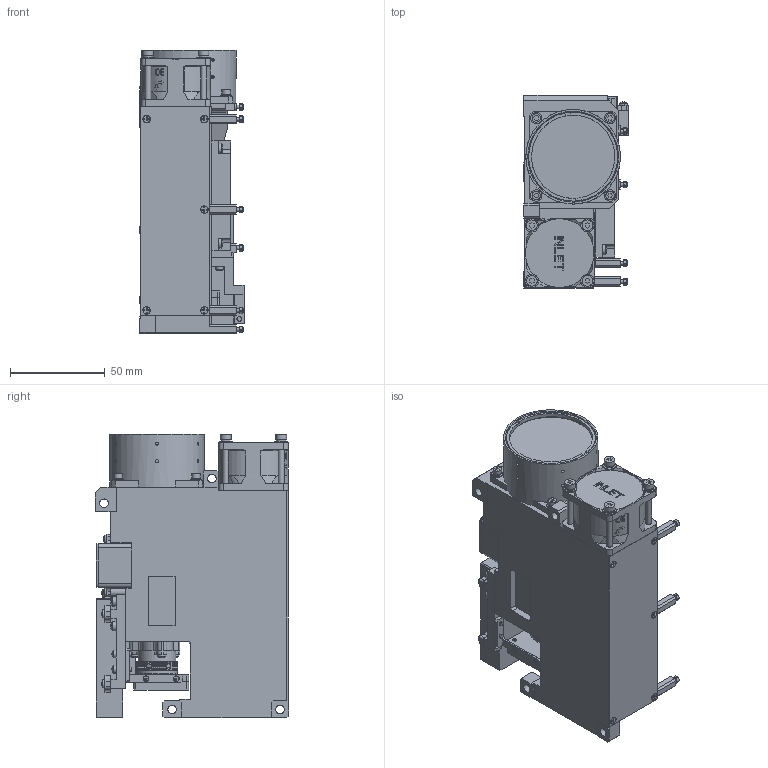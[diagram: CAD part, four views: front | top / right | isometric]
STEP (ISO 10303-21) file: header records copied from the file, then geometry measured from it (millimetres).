
FILE_DESCRIPTION(/* description */ ('Unknown'),/* implementation_level */ '2;1');
FILE_NAME(/* name */ '80mj外形尺寸2024.12.21',/* time_stamp */ '2024-12-21T16:19:23+08:00',/* author */ ('Unknown'),/* organization */ ('Unknown'),/* preprocessor_version */ 'ST-DEVELOPER v16.7',/* originating_system */ 'Solid Edge',/* authorisation */ 'Unknown');
FILE_SCHEMA (('AUTOMOTIVE_DESIGN {1 0 10303 214 3 1 1}'));
Products named in the file (47): 80mjﾍ簟ﾎYb_:\; YZP24092901 慾嫖ん褲极; 散热片膥鯪; YZP24092946 散热9; YZP24092914 散热儹鐗囩洊; 100mj瑞; 隙疏啣繼譸; YZP24092949 APD座连繛鎺ュ附; YZP24092952 そ敖9; YZP24092953 そ敖9; YZP24092910 ﾌｽｲ箏句勣螢ｳ; Ê®×Ö²Û³ÁÍ·ÂÝå¤´èžºé’‰ M2x8; ｵﾗ鮠^80mjﾗﾜﾗｰ2024.10.5; YZP24092912 覃Q褲; YZP24092913 覃Q揤; 十字槽沉头螺钉 铻洪拤 M1.6x3; 溫萇!jWW; 80噩芛4Y繼譸; YZP24092904 镜头ご澹充綋; YZP24092905 镜头挡鎸″湀1; YZP24092921 ｻﾘｲｨｰ褂攸蜴狗援; 平垫圈2; 弹簧垫圈 ; 弹簧垫W3; 平垫W3; 内六角圆柱头螺卞ご铻洪拤M3x30; YZP24092938 散热片鐗囧瘑灏佸灚; YZP24092964 隔热9; YZP24092965 隔热9; 内六角圆柱头螺钉ご铻洪拤 M2.5x8; 平垫圈 22; YZP24092902 激光厜鍣ㄧ洊; 大电容8; YZP24092962 主波探测㈡祴鍣ㄥ３1; YZP24092963 翋疏抻聆; YZP24092917 电容支鏀拺1; YZP24092918 电容支鏀拺2; YZP24092915 调Q密瘑灏佸湀; Ê®×Ö²ÛÅÌÍ·ÂÝå¤´èžºé’‰ M2x5; Ê®×Ö²Û³ÁÍ·ÂÝå¤´èžºé’‰ M2x3 ...
Assembly tree (130 placements, depth 3):
  80mjﾍ簟ﾎYb_:\
    YZP24092901 慾嫖ん褲极
    散热片膥鯪
      YZP24092946 散热9
    YZP24092914 散热儹鐗囩洊
    100mj瑞
    隙疏啣繼譸
      YZP24092949 APD座连繛鎺ュ附
      YZP24092952 そ敖9
      YZP24092953 そ敖9
      YZP24092910 ﾌｽｲ箏句勣螢ｳ
      Ê®×Ö²Û³ÁÍ·ÂÝå¤´èžºé’‰ M2x8  x4
    ｵﾗ鮠^80mjﾗﾜﾗｰ2024.10.5
      YZP24092912 覃Q褲
      YZP24092913 覃Q揤
      十字槽沉头螺钉 铻洪拤 M1.6x3  x4
    溫萇!jWW
    80噩芛4Y繼譸
      YZP24092904 镜头ご澹充綋
      YZP24092905 镜头挡鎸″湀1
    YZP24092921 ｻﾘｲｨｰ褂攸蜴狗援
    十字槽沉头螺钉 铻洪拤 M1.6x3  x16
    平垫圈2  x4
    弹簧垫圈   x8
    弹簧垫W3  x4
    平垫W3  x4
    内六角圆柱头螺卞ご铻洪拤M3x30  x4
    YZP24092938 散热片鐗囧瘑灏佸灚  x2
    YZP24092964 隔热9  x4
    YZP24092965 隔热9  x4
    内六角圆柱头螺钉ご铻洪拤 M2.5x8  x4
    平垫圈 22  x4
    YZP24092902 激光厜鍣ㄧ洊
    大电容8
    YZP24092962 主波探测㈡祴鍣ㄥ３1
    YZP24092963 翋疏抻聆
    YZP24092917 电容支鏀拺1
    YZP24092918 电容支鏀拺2
    YZP24092915 调Q密瘑灏佸湀  x2
    Ê®×Ö²ÛÅÌÍ·ÂÝå¤´èžºé’‰ M2x5  x7
    Ê®×Ö²Û³ÁÍ·ÂÝå¤´èžºé’‰ M2x3  x5
    十字槽盘头螺钉 铻洪拤 M2.5x5  x10
    十字槽盘头螺钉 铻洪拤 M2.5x8  x2
    Ê®×Ö²ÛÅÌÍ·ÂÝå¤´èžºé’‰ M2x8  x4
    Ê®×Ö²ÛÅÌÍ·ÂÝå¤´èžºé’‰ M3x5  x4
    内六角圆柱头螺钉ご铻洪拤 M2.5x6  x4
    LD_CTRL_V1.4.2
    YZP24092971 散热片鐗囨敮鎾戞煴
Bounding box: 55 x 102 x 150.06 mm (x, y, z)
Volume: 462172.3 mm3; surface area: 161059.3 mm2
Topology: 125 solids, 127 shells, 3455 faces, 8895 edges, 5912 vertices
Faces by surface type: plane 2329, cylinder 898, cone 117, bspline 56, sphere 54, torus 1
Full cylindrical faces by diameter (mm): 0.5 x1, 1 x2, 1.25 x2, 1.5 x2, 1.6 x60, 2 x50, 2.05 x7, 2.5 x53, 2.6 x8, 2.7 x10, 2.9 x8, 3 x38, 3.22 x8, 3.4 x11, 3.5 x5, 3.9 x8, 4 x12, 4.3 x10, 4.5 x14, 5 x7, 5.5 x2, 5.6 x4, 5.68 x4, 5.7 x1, 6 x17, 6.5 x1, 6.7 x1, 7 x4, 13 x1, 16 x1
Entity records: 77783 total; most frequent: CARTESIAN_POINT 16344, DIRECTION 12289, ORIENTED_EDGE 12262, EDGE_CURVE 6131, VERTEX_POINT 4256, AXIS2_PLACEMENT_3D 4184, LINE 3921, VECTOR 3921
